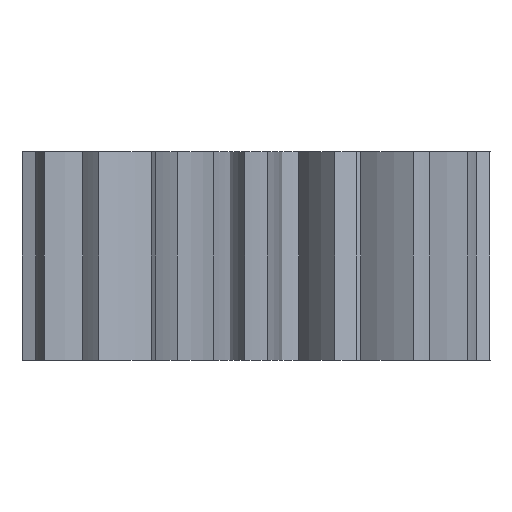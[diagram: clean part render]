
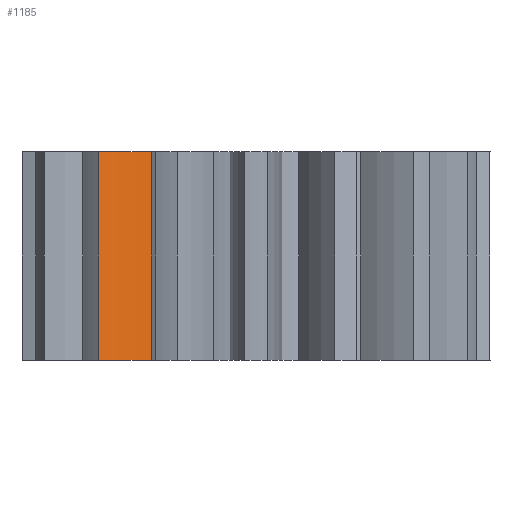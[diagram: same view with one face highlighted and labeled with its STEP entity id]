
A CAD part, left-side view. The second image highlights one B-rep face of the part: STEP entity #1185.
In plain terms, the highlighted cylindrical face has radius 14.69 mm (diameter 29.381 mm), a partial arc.
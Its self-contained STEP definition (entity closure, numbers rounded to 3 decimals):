
#29=FACE_OUTER_BOUND('',#95,.T.);
#95=EDGE_LOOP('',(#752,#753,#754,#755));
#160=LINE('',#1973,#224);
#163=LINE('',#1987,#227);
#224=VECTOR('',#1517,10.);
#227=VECTOR('',#1532,10.);
#294=CIRCLE('',#1308,14.69);
#295=CIRCLE('',#1309,14.69);
#420=VERTEX_POINT('',#1969);
#422=VERTEX_POINT('',#1972);
#426=VERTEX_POINT('',#1984);
#427=VERTEX_POINT('',#1986);
#551=EDGE_CURVE('',#422,#420,#160,.T.);
#557=EDGE_CURVE('',#426,#420,#294,.T.);
#558=EDGE_CURVE('',#427,#426,#163,.T.);
#559=EDGE_CURVE('',#422,#427,#295,.T.);
#752=ORIENTED_EDGE('',*,*,#557,.F.);
#753=ORIENTED_EDGE('',*,*,#558,.F.);
#754=ORIENTED_EDGE('',*,*,#559,.F.);
#755=ORIENTED_EDGE('',*,*,#551,.T.);
#1121=CYLINDRICAL_SURFACE('',#1307,14.69);
#1185=ADVANCED_FACE('',(#29),#1121,.T.);
#1307=AXIS2_PLACEMENT_3D('',#1983,#1528,#1529);
#1308=AXIS2_PLACEMENT_3D('',#1985,#1530,#1531);
#1309=AXIS2_PLACEMENT_3D('',#1988,#1533,#1534);
#1517=DIRECTION('',(0.,0.,1.));
#1528=DIRECTION('center_axis',(0.,0.,1.));
#1529=DIRECTION('ref_axis',(-0.755,-0.655,0.));
#1530=DIRECTION('center_axis',(0.,0.,1.));
#1531=DIRECTION('ref_axis',(-0.755,-0.655,0.));
#1532=DIRECTION('',(0.,0.,1.));
#1533=DIRECTION('center_axis',(0.,0.,-1.));
#1534=DIRECTION('ref_axis',(-0.755,-0.655,0.));
#1969=CARTESIAN_POINT('',(-10.843,8.042,16.));
#1972=CARTESIAN_POINT('',(-10.843,8.042,0.));
#1973=CARTESIAN_POINT('',(-10.843,8.042,0.));
#1983=CARTESIAN_POINT('Origin',(0.251,17.671,0.));
#1984=CARTESIAN_POINT('',(-13.337,12.088,16.));
#1985=CARTESIAN_POINT('Origin',(0.251,17.671,16.));
#1986=CARTESIAN_POINT('',(-13.337,12.088,0.));
#1987=CARTESIAN_POINT('',(-13.337,12.088,0.));
#1988=CARTESIAN_POINT('Origin',(0.251,17.671,0.));
